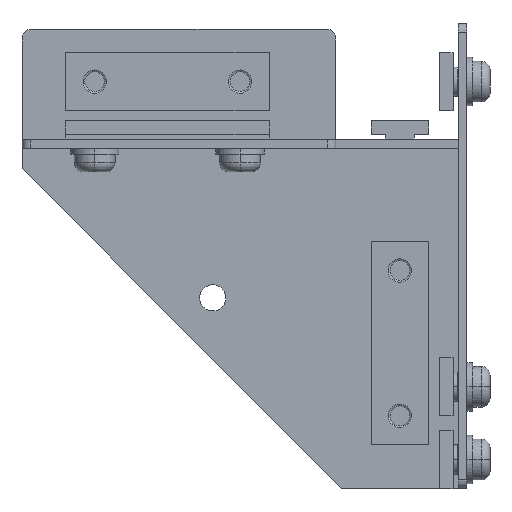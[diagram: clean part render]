
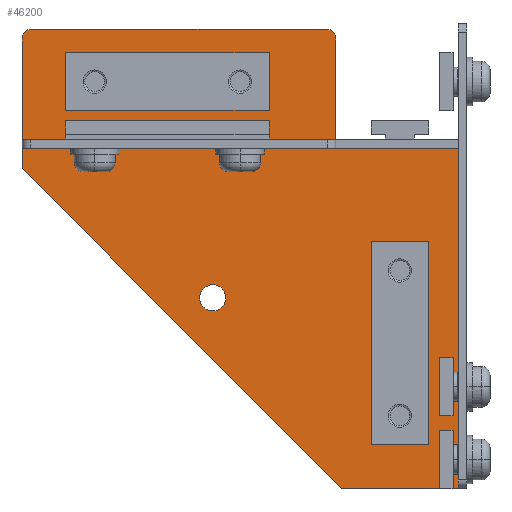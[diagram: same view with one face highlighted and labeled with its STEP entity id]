
A CAD part, left-side view. The second image highlights one B-rep face of the part: STEP entity #46200.
In plain terms, the highlighted planar face has unit normal (-1, 0, 0).
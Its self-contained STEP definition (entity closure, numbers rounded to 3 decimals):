
#43760=CARTESIAN_POINT('',(5.17,-4.408,
109.4));
#43770=DIRECTION('',(1.,0.,0.));
#43780=DIRECTION('',(0.,1.,0.));
#43790=AXIS2_PLACEMENT_3D('',#43760,#43770,#43780);
#43800=PLANE('',#43790);
#43810=CARTESIAN_POINT('',(5.17,40.338,220.));
#43820=DIRECTION('',(1.,0.,0.));
#43830=DIRECTION('',(0.,1.,0.));
#43840=AXIS2_PLACEMENT_3D('',#43810,#43820,#43830);
#43850=CIRCLE('',#43840,4.5);
#43860=CARTESIAN_POINT('',(5.17,44.838,220.));
#43870=VERTEX_POINT('',#43860);
#43880=CARTESIAN_POINT('',(5.17,35.838,220.));
#43890=VERTEX_POINT('',#43880);
#43900=EDGE_CURVE('',#43870,#43890,#43850,.T.);
#43910=ORIENTED_EDGE('',*,*,#43900,.T.);
#43920=EDGE_CURVE('',#43890,#43870,#43850,.T.);
#43930=ORIENTED_EDGE('',*,*,#43920,.T.);
#43940=EDGE_LOOP('',(#43930,#43910));
#43950=FACE_BOUND('',#43940,.T.);
#43960=CARTESIAN_POINT('',(5.17,-14.662,155.));
#43970=DIRECTION('',(1.,0.,0.));
#43980=DIRECTION('',(0.,1.,0.));
#43990=AXIS2_PLACEMENT_3D('',#43960,#43970,#43980);
#44000=CIRCLE('',#43990,4.5);
#44010=CARTESIAN_POINT('',(5.17,-10.162,155.));
#44020=VERTEX_POINT('',#44010);
#44030=CARTESIAN_POINT('',(5.17,-19.162,155.));
#44040=VERTEX_POINT('',#44030);
#44050=EDGE_CURVE('',#44020,#44040,#44000,.T.);
#44060=ORIENTED_EDGE('',*,*,#44050,.T.);
#44070=EDGE_CURVE('',#44040,#44020,#44000,.T.);
#44080=ORIENTED_EDGE('',*,*,#44070,.T.);
#44090=EDGE_LOOP('',(#44080,#44060));
#44100=FACE_BOUND('',#44090,.T.);
#44110=CARTESIAN_POINT('',(5.17,-14.662,105.));
#44120=DIRECTION('',(1.,0.,0.));
#44130=DIRECTION('',(0.,1.,0.));
#44140=AXIS2_PLACEMENT_3D('',#44110,#44120,#44130);
#44150=CIRCLE('',#44140,4.5);
#44160=CARTESIAN_POINT('',(5.17,-10.162,105.));
#44170=VERTEX_POINT('',#44160);
#44180=CARTESIAN_POINT('',(5.17,-19.162,105.));
#44190=VERTEX_POINT('',#44180);
#44200=EDGE_CURVE('',#44170,#44190,#44150,.T.);
#44210=ORIENTED_EDGE('',*,*,#44200,.T.);
#44220=EDGE_CURVE('',#44190,#44170,#44150,.T.);
#44230=ORIENTED_EDGE('',*,*,#44220,.T.);
#44240=EDGE_LOOP('',(#44230,#44210));
#44250=FACE_BOUND('',#44240,.T.);
#44260=CARTESIAN_POINT('',(5.17,49.731,
145.607));
#44270=DIRECTION('',(1.,0.,0.));
#44280=DIRECTION('',(0.,0.,-1.));
#44290=AXIS2_PLACEMENT_3D('',#44260,#44270,#44280);
#44300=CIRCLE('',#44290,4.5);
#44310=CARTESIAN_POINT('',(5.17,49.731,
141.107));
#44320=VERTEX_POINT('',#44310);
#44330=CARTESIAN_POINT('',(5.17,49.731,
150.107));
#44340=VERTEX_POINT('',#44330);
#44350=EDGE_CURVE('',#44320,#44340,#44300,.T.);
#44360=ORIENTED_EDGE('',*,*,#44350,.T.);
#44370=EDGE_CURVE('',#44340,#44320,#44300,.T.);
#44380=ORIENTED_EDGE('',*,*,#44370,.T.);
#44390=EDGE_LOOP('',(#44380,#44360));
#44400=FACE_BOUND('',#44390,.T.);
#44410=CARTESIAN_POINT('',(5.17,90.338,220.));
#44420=DIRECTION('',(1.,0.,0.));
#44430=DIRECTION('',(0.,1.,0.));
#44440=AXIS2_PLACEMENT_3D('',#44410,#44420,#44430);
#44450=CIRCLE('',#44440,4.5);
#44460=CARTESIAN_POINT('',(5.17,94.838,220.));
#44470=VERTEX_POINT('',#44460);
#44480=CARTESIAN_POINT('',(5.17,85.838,220.));
#44490=VERTEX_POINT('',#44480);
#44500=EDGE_CURVE('',#44470,#44490,#44450,.T.);
#44510=ORIENTED_EDGE('',*,*,#44500,.T.);
#44520=EDGE_CURVE('',#44490,#44470,#44450,.T.);
#44530=ORIENTED_EDGE('',*,*,#44520,.T.);
#44540=EDGE_LOOP('',(#44530,#44510));
#44550=FACE_BOUND('',#44540,.T.);
#44560=CARTESIAN_POINT('',(5.17,-34.662,80.));
#44570=DIRECTION('',(0.,1.,0.));
#44580=VECTOR('',#44570,1.);
#44590=LINE('',#44560,#44580);
#44600=CARTESIAN_POINT('',(5.17,-34.662,80.));
#44610=VERTEX_POINT('',#44600);
#44620=CARTESIAN_POINT('',(5.17,5.338,80.));
#44630=VERTEX_POINT('',#44620);
#44640=EDGE_CURVE('',#44610,#44630,#44590,.T.);
#44650=ORIENTED_EDGE('',*,*,#44640,.F.);
#44660=CARTESIAN_POINT('',(5.17,34.738,
109.4));
#44670=DIRECTION('',(0.,-0.707,-0.707));
#44680=VECTOR('',#44670,1.);
#44690=LINE('',#44660,#44680);
#44700=CARTESIAN_POINT('',(5.17,115.338,
190.));
#44710=VERTEX_POINT('',#44700);
#44720=EDGE_CURVE('',#44710,#44630,#44690,.T.);
#44730=ORIENTED_EDGE('',*,*,#44720,.T.);
#44740=CARTESIAN_POINT('',(5.17,115.338,90.));
#44750=DIRECTION('',(0.,0.,1.));
#44760=VECTOR('',#44750,1.);
#44770=LINE('',#44740,#44760);
#44780=CARTESIAN_POINT('',(5.17,115.338,
196.9));
#44790=VERTEX_POINT('',#44780);
#44800=EDGE_CURVE('',#44710,#44790,#44770,.T.);
#44810=ORIENTED_EDGE('',*,*,#44800,.F.);
#44820=CARTESIAN_POINT('',(5.17,-4.408,
196.9));
#44830=DIRECTION('',(0.,1.,0.));
#44840=VECTOR('',#44830,1.);
#44850=LINE('',#44820,#44840);
#44860=CARTESIAN_POINT('',(5.17,65.338,
196.9));
#44870=VERTEX_POINT('',#44860);
#44880=EDGE_CURVE('',#44870,#44790,#44850,.T.);
#44890=ORIENTED_EDGE('',*,*,#44880,.T.);
#44900=CARTESIAN_POINT('',(5.17,65.338,
109.4));
#44910=DIRECTION('',(0.,0.,-1.));
#44920=VECTOR('',#44910,1.);
#44930=LINE('',#44900,#44920);
#44940=CARTESIAN_POINT('',(5.17,65.338,
200.1));
#44950=VERTEX_POINT('',#44940);
#44960=EDGE_CURVE('',#44950,#44870,#44930,.T.);
#44970=ORIENTED_EDGE('',*,*,#44960,.T.);
#44980=CARTESIAN_POINT('',(5.17,-4.408,
200.1));
#44990=DIRECTION('',(0.,-1.,0.));
#45000=VECTOR('',#44990,1.);
#45010=LINE('',#44980,#45000);
#45020=CARTESIAN_POINT('',(5.17,115.338,
200.1));
#45030=VERTEX_POINT('',#45020);
#45040=EDGE_CURVE('',#45030,#44950,#45010,.T.);
#45050=ORIENTED_EDGE('',*,*,#45040,.T.);
#45060=CARTESIAN_POINT('',(5.17,115.338,90.));
#45070=DIRECTION('',(0.,0.,1.));
#45080=VECTOR('',#45070,1.);
#45090=LINE('',#45060,#45080);
#45100=CARTESIAN_POINT('',(5.17,115.338,235.));
#45110=VERTEX_POINT('',#45100);
#45120=EDGE_CURVE('',#45030,#45110,#45090,.T.);
#45130=ORIENTED_EDGE('',*,*,#45120,.F.);
#45140=CARTESIAN_POINT('',(5.17,112.338,235.));
#45150=DIRECTION('',(-1.,0.,0.));
#45160=DIRECTION('',(0.,-1.,0.));
#45170=AXIS2_PLACEMENT_3D('',#45140,#45150,#45160);
#45180=CIRCLE('',#45170,3.);
#45190=CARTESIAN_POINT('',(5.17,112.338,238.));
#45200=VERTEX_POINT('',#45190);
#45210=EDGE_CURVE('',#45200,#45110,#45180,.T.);
#45220=ORIENTED_EDGE('',*,*,#45210,.T.);
#45230=CARTESIAN_POINT('',(5.17,105.338,238.));
#45240=DIRECTION('',(0.,-1.,0.));
#45250=VECTOR('',#45240,1.);
#45260=LINE('',#45230,#45250);
#45270=CARTESIAN_POINT('',(5.17,10.338,238.));
#45280=VERTEX_POINT('',#45270);
#45290=EDGE_CURVE('',#45200,#45280,#45260,.T.);
#45300=ORIENTED_EDGE('',*,*,#45290,.F.);
#45310=CARTESIAN_POINT('',(5.17,10.338,235.));
#45320=DIRECTION('',(-1.,0.,0.));
#45330=DIRECTION('',(0.,-1.,0.));
#45340=AXIS2_PLACEMENT_3D('',#45310,#45320,#45330);
#45350=CIRCLE('',#45340,3.);
#45360=CARTESIAN_POINT('',(5.17,7.338,235.));
#45370=VERTEX_POINT('',#45360);
#45380=EDGE_CURVE('',#45370,#45280,#45350,.T.);
#45390=ORIENTED_EDGE('',*,*,#45380,.T.);
#45400=CARTESIAN_POINT('',(5.17,7.338,240.));
#45410=DIRECTION('',(0.,0.,-1.));
#45420=VECTOR('',#45410,1.);
#45430=LINE('',#45400,#45420);
#45440=CARTESIAN_POINT('',(5.17,7.338,196.9));
#45450=VERTEX_POINT('',#45440);
#45460=EDGE_CURVE('',#45370,#45450,#45430,.T.);
#45470=ORIENTED_EDGE('',*,*,#45460,.F.);
#45480=CARTESIAN_POINT('',(5.17,5.338,196.9));
#45490=DIRECTION('',(0.,-1.,0.));
#45500=VECTOR('',#45490,1.);
#45510=LINE('',#45480,#45500);
#45520=CARTESIAN_POINT('',(5.17,-34.662,196.9));
#45530=VERTEX_POINT('',#45520);
#45540=EDGE_CURVE('',#45450,#45530,#45510,.T.);
#45550=ORIENTED_EDGE('',*,*,#45540,.F.);
#45560=CARTESIAN_POINT('',(5.17,-34.662,200.));
#45570=DIRECTION('',(0.,0.,-1.));
#45580=VECTOR('',#45570,1.);
#45590=LINE('',#45560,#45580);
#45600=CARTESIAN_POINT('',(5.17,-34.662,175.));
#45610=VERTEX_POINT('',#45600);
#45620=EDGE_CURVE('',#45530,#45610,#45590,.T.);
#45630=ORIENTED_EDGE('',*,*,#45620,.F.);
#45640=CARTESIAN_POINT('',(5.17,-34.662,175.));
#45650=DIRECTION('',(0.,-1.,0.));
#45660=VECTOR('',#45650,1.);
#45670=LINE('',#45640,#45660);
#45680=CARTESIAN_POINT('',(5.17,-37.162,175.));
#45690=VERTEX_POINT('',#45680);
#45700=EDGE_CURVE('',#45610,#45690,#45670,.T.);
#45710=ORIENTED_EDGE('',*,*,#45700,.F.);
#45720=CARTESIAN_POINT('',(5.17,-37.162,169.));
#45730=DIRECTION('',(0.,0.,-1.));
#45740=VECTOR('',#45730,1.);
#45750=LINE('',#45720,#45740);
#45760=CARTESIAN_POINT('',(5.17,-37.162,145.));
#45770=VERTEX_POINT('',#45760);
#45780=EDGE_CURVE('',#45690,#45770,#45750,.T.);
#45790=ORIENTED_EDGE('',*,*,#45780,.F.);
#45800=CARTESIAN_POINT('',(5.17,-34.662,145.));
#45810=DIRECTION('',(0.,-1.,0.));
#45820=VECTOR('',#45810,1.);
#45830=LINE('',#45800,#45820);
#45840=CARTESIAN_POINT('',(5.17,-34.662,145.));
#45850=VERTEX_POINT('',#45840);
#45860=EDGE_CURVE('',#45850,#45770,#45830,.T.);
#45870=ORIENTED_EDGE('',*,*,#45860,.T.);
#45880=CARTESIAN_POINT('',(5.17,-34.662,125.));
#45890=VERTEX_POINT('',#45880);
#45900=EDGE_CURVE('',#45850,#45890,#45590,.T.);
#45910=ORIENTED_EDGE('',*,*,#45900,.F.);
#45920=CARTESIAN_POINT('',(5.17,-34.662,125.));
#45930=DIRECTION('',(0.,-1.,0.));
#45940=VECTOR('',#45930,1.);
#45950=LINE('',#45920,#45940);
#45960=CARTESIAN_POINT('',(5.17,-37.162,125.));
#45970=VERTEX_POINT('',#45960);
#45980=EDGE_CURVE('',#45890,#45970,#45950,.T.);
#45990=ORIENTED_EDGE('',*,*,#45980,.F.);
#46000=CARTESIAN_POINT('',(5.17,-37.162,129.));
#46010=DIRECTION('',(0.,0.,-1.));
#46020=VECTOR('',#46010,1.);
#46030=LINE('',#46000,#46020);
#46040=CARTESIAN_POINT('',(5.17,-37.162,95.));
#46050=VERTEX_POINT('',#46040);
#46060=EDGE_CURVE('',#45970,#46050,#46030,.T.);
#46070=ORIENTED_EDGE('',*,*,#46060,.F.);
#46080=CARTESIAN_POINT('',(5.17,-34.662,95.));
#46090=DIRECTION('',(0.,-1.,0.));
#46100=VECTOR('',#46090,1.);
#46110=LINE('',#46080,#46100);
#46120=CARTESIAN_POINT('',(5.17,-34.662,95.));
#46130=VERTEX_POINT('',#46120);
#46140=EDGE_CURVE('',#46130,#46050,#46110,.T.);
#46150=ORIENTED_EDGE('',*,*,#46140,.T.);
#46160=EDGE_CURVE('',#46130,#44610,#45590,.T.);
#46170=ORIENTED_EDGE('',*,*,#46160,.F.);
#46180=EDGE_LOOP('',(#46170,#46150,#46070,#45990,#45910,#45870,#45790,
#45710,#45630,#45550,#45470,#45390,#45300,#45220,#45130,#45050,#44970,
#44890,#44810,#44730,#44650));
#46190=FACE_OUTER_BOUND('',#46180,.T.);
#46200=ADVANCED_FACE('',(#43950,#44100,#44250,#44400,#44550,#46190),
#43800,.F.);
